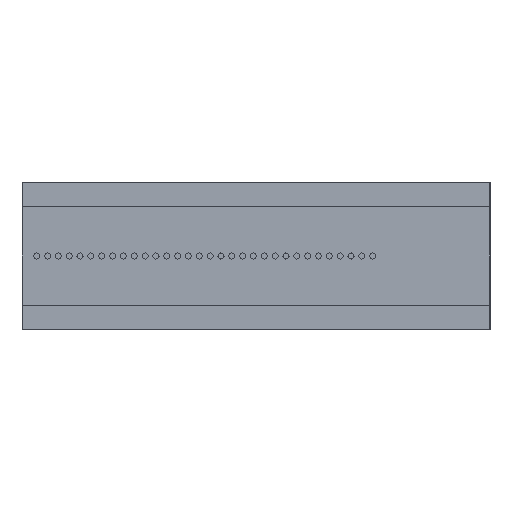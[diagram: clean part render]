
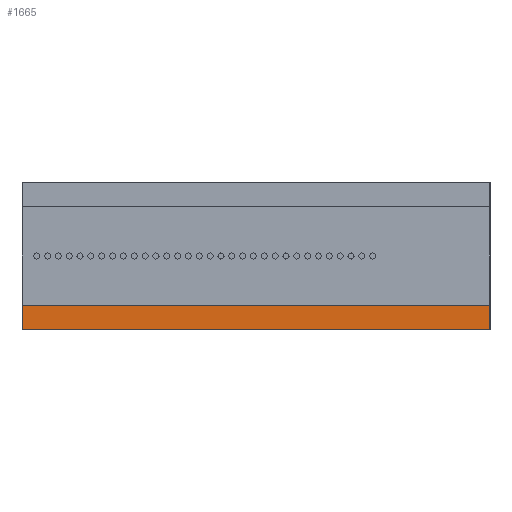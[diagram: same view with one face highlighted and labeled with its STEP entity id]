
A CAD part, left-side view. The second image highlights one B-rep face of the part: STEP entity #1665.
In plain terms, the highlighted planar face has unit normal (-1, 0, 0).
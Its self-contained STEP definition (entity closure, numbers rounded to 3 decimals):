
#62 = ORIENTED_EDGE ( 'NONE', *, *, #5934, .F. ) ;
#100 = VERTEX_POINT ( 'NONE', #3740 ) ;
#187 = DIRECTION ( 'NONE',  ( 0., 1., 0. ) ) ;
#217 = VERTEX_POINT ( 'NONE', #4893 ) ;
#389 = EDGE_CURVE ( 'NONE', #100, #217, #5928, .T. ) ;
#774 = AXIS2_PLACEMENT_3D ( 'NONE', #5234, #3780, #187 ) ;
#892 = VERTEX_POINT ( 'NONE', #1901 ) ;
#1031 = ORIENTED_EDGE ( 'NONE', *, *, #4042, .T. ) ;
#1229 = LINE ( 'NONE', #3974, #5400 ) ;
#1481 = DIRECTION ( 'NONE',  ( 0., 0., 1. ) ) ;
#1593 = CARTESIAN_POINT ( 'NONE',  ( -12.5, 9.5, -2.5 ) ) ;
#1665 = ADVANCED_FACE ( 'NONE', ( #5658 ), #3840, .F. ) ;
#1901 = CARTESIAN_POINT ( 'NONE',  ( -12.5, -9.5, -2.5 ) ) ;
#2283 = VECTOR ( 'NONE', #3206, 1000. ) ;
#2285 = VECTOR ( 'NONE', #1481, 1000. ) ;
#2891 = VECTOR ( 'NONE', #5813, 1000. ) ;
#3047 = EDGE_CURVE ( 'NONE', #5502, #892, #4948, .T. ) ;
#3152 = ORIENTED_EDGE ( 'NONE', *, *, #389, .T. ) ;
#3206 = DIRECTION ( 'NONE',  ( 0., 1., 0. ) ) ;
#3290 = LINE ( 'NONE', #5615, #2285 ) ;
#3515 = CARTESIAN_POINT ( 'NONE',  ( -12.5, 9.5, -2.5 ) ) ;
#3522 = DIRECTION ( 'NONE',  ( 0., 0., 1. ) ) ;
#3689 = CARTESIAN_POINT ( 'NONE',  ( -12.5, -9.5, -1.5 ) ) ;
#3740 = CARTESIAN_POINT ( 'NONE',  ( -12.5, -9.5, -1.5 ) ) ;
#3780 = DIRECTION ( 'NONE',  ( 1., 0., 0. ) ) ;
#3840 = PLANE ( 'NONE',  #774 ) ;
#3974 = CARTESIAN_POINT ( 'NONE',  ( -12.5, 9.5, -2.5 ) ) ;
#4042 = EDGE_CURVE ( 'NONE', #892, #100, #3290, .T. ) ;
#4580 = EDGE_LOOP ( 'NONE', ( #62, #5175, #1031, #3152 ) ) ;
#4893 = CARTESIAN_POINT ( 'NONE',  ( -12.5, 9.5, -1.5 ) ) ;
#4948 = LINE ( 'NONE', #3515, #2891 ) ;
#5175 = ORIENTED_EDGE ( 'NONE', *, *, #3047, .T. ) ;
#5234 = CARTESIAN_POINT ( 'NONE',  ( -12.5, -9.5, 2.5 ) ) ;
#5400 = VECTOR ( 'NONE', #3522, 1000. ) ;
#5502 = VERTEX_POINT ( 'NONE', #1593 ) ;
#5615 = CARTESIAN_POINT ( 'NONE',  ( -12.5, -9.5, -2.5 ) ) ;
#5658 = FACE_OUTER_BOUND ( 'NONE', #4580, .T. ) ;
#5813 = DIRECTION ( 'NONE',  ( 0., -1., 0. ) ) ;
#5928 = LINE ( 'NONE', #3689, #2283 ) ;
#5934 = EDGE_CURVE ( 'NONE', #5502, #217, #1229, .T. ) ;
